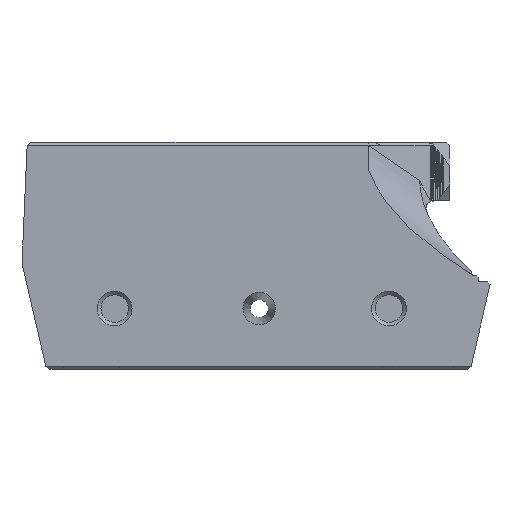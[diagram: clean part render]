
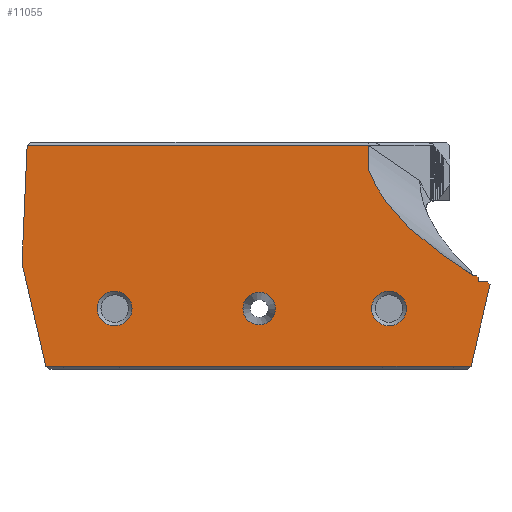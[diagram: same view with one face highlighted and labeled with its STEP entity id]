
A CAD part, top view. The second image highlights one B-rep face of the part: STEP entity #11055.
In plain terms, the highlighted planar face has unit normal (0, 0, 1).
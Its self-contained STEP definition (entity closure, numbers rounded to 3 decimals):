
#190=FACE_BOUND('',#1069,.T.);
#191=FACE_BOUND('',#1070,.T.);
#192=FACE_BOUND('',#1071,.T.);
#206=CIRCLE('',#11816,2.35);
#207=CIRCLE('',#11817,2.2);
#208=CIRCLE('',#11818,2.35);
#326=FACE_OUTER_BOUND('',#1068,.T.);
#1068=EDGE_LOOP('',(#7153,#7154,#7155,#7156,#7157,#7158,#7159,#7160,#7161,
#7162,#7163,#7164,#7165,#7166,#7167,#7168,#7169,#7170,#7171));
#1069=EDGE_LOOP('',(#7172));
#1070=EDGE_LOOP('',(#7173));
#1071=EDGE_LOOP('',(#7174));
#1826=ELLIPSE('',#11815,18.469,10.);
#1893=LINE('',#15907,#3262);
#1894=LINE('',#15909,#3263);
#1895=LINE('',#15911,#3264);
#1896=LINE('',#15913,#3265);
#1897=LINE('',#15915,#3266);
#1898=LINE('',#15917,#3267);
#1899=LINE('',#15919,#3268);
#1900=LINE('',#15921,#3269);
#1901=LINE('',#15923,#3270);
#1902=LINE('',#15925,#3271);
#1903=LINE('',#15927,#3272);
#1904=LINE('',#15929,#3273);
#1905=LINE('',#15931,#3274);
#1906=LINE('',#15933,#3275);
#1907=LINE('',#15935,#3276);
#1908=LINE('',#15937,#3277);
#1909=LINE('',#15941,#3278);
#1910=LINE('',#15942,#3279);
#3262=VECTOR('',#12725,1.);
#3263=VECTOR('',#12726,10.);
#3264=VECTOR('',#12727,1.);
#3265=VECTOR('',#12728,1.);
#3266=VECTOR('',#12729,1.);
#3267=VECTOR('',#12730,1.);
#3268=VECTOR('',#12731,1.);
#3269=VECTOR('',#12732,1.);
#3270=VECTOR('',#12733,1.);
#3271=VECTOR('',#12734,1.);
#3272=VECTOR('',#12735,1.);
#3273=VECTOR('',#12736,1.);
#3274=VECTOR('',#12737,1.);
#3275=VECTOR('',#12738,1.);
#3276=VECTOR('',#12739,1.);
#3277=VECTOR('',#12740,1.);
#3278=VECTOR('',#12743,10.);
#3279=VECTOR('',#12744,1.);
#4631=VERTEX_POINT('',#15905);
#4632=VERTEX_POINT('',#15906);
#4633=VERTEX_POINT('',#15908);
#4634=VERTEX_POINT('',#15910);
#4635=VERTEX_POINT('',#15912);
#4636=VERTEX_POINT('',#15914);
#4637=VERTEX_POINT('',#15916);
#4638=VERTEX_POINT('',#15918);
#4639=VERTEX_POINT('',#15920);
#4640=VERTEX_POINT('',#15922);
#4641=VERTEX_POINT('',#15924);
#4642=VERTEX_POINT('',#15926);
#4643=VERTEX_POINT('',#15928);
#4644=VERTEX_POINT('',#15930);
#4645=VERTEX_POINT('',#15932);
#4646=VERTEX_POINT('',#15934);
#4647=VERTEX_POINT('',#15936);
#4648=VERTEX_POINT('',#15938);
#4649=VERTEX_POINT('',#15940);
#4650=VERTEX_POINT('',#15943);
#4651=VERTEX_POINT('',#15945);
#4652=VERTEX_POINT('',#15947);
#5524=EDGE_CURVE('',#4631,#4632,#1893,.T.);
#5525=EDGE_CURVE('',#4633,#4631,#1894,.T.);
#5526=EDGE_CURVE('',#4634,#4633,#1895,.T.);
#5527=EDGE_CURVE('',#4634,#4635,#1896,.T.);
#5528=EDGE_CURVE('',#4636,#4635,#1897,.T.);
#5529=EDGE_CURVE('',#4636,#4637,#1898,.T.);
#5530=EDGE_CURVE('',#4638,#4637,#1899,.T.);
#5531=EDGE_CURVE('',#4638,#4639,#1900,.T.);
#5532=EDGE_CURVE('',#4640,#4639,#1901,.T.);
#5533=EDGE_CURVE('',#4641,#4640,#1902,.T.);
#5534=EDGE_CURVE('',#4641,#4642,#1903,.T.);
#5535=EDGE_CURVE('',#4643,#4642,#1904,.T.);
#5536=EDGE_CURVE('',#4644,#4643,#1905,.T.);
#5537=EDGE_CURVE('',#4645,#4644,#1906,.T.);
#5538=EDGE_CURVE('',#4646,#4645,#1907,.T.);
#5539=EDGE_CURVE('',#4647,#4646,#1908,.T.);
#5540=EDGE_CURVE('',#4647,#4648,#1826,.T.);
#5541=EDGE_CURVE('',#4649,#4648,#1909,.T.);
#5542=EDGE_CURVE('',#4649,#4632,#1910,.T.);
#5543=EDGE_CURVE('',#4650,#4650,#206,.T.);
#5544=EDGE_CURVE('',#4651,#4651,#207,.T.);
#5545=EDGE_CURVE('',#4652,#4652,#208,.T.);
#7153=ORIENTED_EDGE('',*,*,#5524,.F.);
#7154=ORIENTED_EDGE('',*,*,#5525,.F.);
#7155=ORIENTED_EDGE('',*,*,#5526,.F.);
#7156=ORIENTED_EDGE('',*,*,#5527,.T.);
#7157=ORIENTED_EDGE('',*,*,#5528,.F.);
#7158=ORIENTED_EDGE('',*,*,#5529,.T.);
#7159=ORIENTED_EDGE('',*,*,#5530,.F.);
#7160=ORIENTED_EDGE('',*,*,#5531,.T.);
#7161=ORIENTED_EDGE('',*,*,#5532,.F.);
#7162=ORIENTED_EDGE('',*,*,#5533,.F.);
#7163=ORIENTED_EDGE('',*,*,#5534,.T.);
#7164=ORIENTED_EDGE('',*,*,#5535,.F.);
#7165=ORIENTED_EDGE('',*,*,#5536,.F.);
#7166=ORIENTED_EDGE('',*,*,#5537,.F.);
#7167=ORIENTED_EDGE('',*,*,#5538,.F.);
#7168=ORIENTED_EDGE('',*,*,#5539,.F.);
#7169=ORIENTED_EDGE('',*,*,#5540,.T.);
#7170=ORIENTED_EDGE('',*,*,#5541,.F.);
#7171=ORIENTED_EDGE('',*,*,#5542,.T.);
#7172=ORIENTED_EDGE('',*,*,#5543,.T.);
#7173=ORIENTED_EDGE('',*,*,#5544,.T.);
#7174=ORIENTED_EDGE('',*,*,#5545,.F.);
#10411=PLANE('',#11814);
#11055=ADVANCED_FACE('',(#326,#190,#191,#192),#10411,.F.);
#11814=AXIS2_PLACEMENT_3D('',#15904,#12723,#12724);
#11815=AXIS2_PLACEMENT_3D('',#15939,#12741,#12742);
#11816=AXIS2_PLACEMENT_3D('',#15944,#12745,#12746);
#11817=AXIS2_PLACEMENT_3D('',#15946,#12747,#12748);
#11818=AXIS2_PLACEMENT_3D('',#15948,#12749,#12750);
#12723=DIRECTION('center_axis',(0.,0.,
-1.));
#12724=DIRECTION('ref_axis',(1.,0.,0.));
#12725=DIRECTION('',(0.044,0.999,0.));
#12726=DIRECTION('',(-0.226,0.974,0.));
#12727=DIRECTION('',(-0.783,0.621,0.));
#12728=DIRECTION('',(1.,0.,0.));
#12729=DIRECTION('',(-1.,0.,0.));
#12730=DIRECTION('',(1.,0.,0.));
#12731=DIRECTION('',(-1.,0.,0.));
#12732=DIRECTION('',(1.,0.,0.));
#12733=DIRECTION('',(-0.783,-0.621,0.));
#12734=DIRECTION('',(-0.226,-0.974,0.));
#12735=DIRECTION('',(-0.624,0.782,0.));
#12736=DIRECTION('',(1.,0.,0.));
#12737=DIRECTION('',(0.,-1.,0.));
#12738=DIRECTION('',(0.708,-0.706,0.));
#12739=DIRECTION('',(1.,0.,0.));
#12740=DIRECTION('',(0.827,-0.562,0.));
#12741=DIRECTION('center_axis',(0.,0.,
-1.));
#12742=DIRECTION('ref_axis',(0.827,-0.562,0.));
#12743=DIRECTION('',(0.,-1.,0.));
#12744=DIRECTION('',(-1.,0.,0.));
#12745=DIRECTION('center_axis',(0.,0.,
-1.));
#12746=DIRECTION('ref_axis',(-0.783,0.621,0.));
#12747=DIRECTION('center_axis',(0.,0.,
-1.));
#12748=DIRECTION('ref_axis',(-1.,0.,0.));
#12749=DIRECTION('center_axis',(0.,0.,
1.));
#12750=DIRECTION('ref_axis',(-0.783,0.621,0.));
#15904=CARTESIAN_POINT('Origin',(33.424,4.597,-4.5));
#15905=CARTESIAN_POINT('',(-12.49,6.122,-4.5));
#15906=CARTESIAN_POINT('',(-11.797,21.997,-4.5));
#15907=CARTESIAN_POINT('',(-11.94,18.736,-4.5));
#15908=CARTESIAN_POINT('',(-9.269,-7.791,-4.5));
#15909=CARTESIAN_POINT('',(-10.454,-2.675,-4.5));
#15910=CARTESIAN_POINT('',(-9.254,-7.803,-4.5));
#15911=CARTESIAN_POINT('',(-9.025,-7.984,-4.5));
#15912=CARTESIAN_POINT('',(-6.793,-7.803,-4.5));
#15913=CARTESIAN_POINT('',(-7.101,-7.803,-4.5));
#15914=CARTESIAN_POINT('',(0.401,-7.803,-4.5));
#15915=CARTESIAN_POINT('',(19.965,-7.803,-4.5));
#15916=CARTESIAN_POINT('',(36.301,-7.803,-4.5));
#15917=CARTESIAN_POINT('',(35.901,-7.803,-4.5));
#15918=CARTESIAN_POINT('',(45.597,-7.803,-4.5));
#15919=CARTESIAN_POINT('',(19.965,-7.803,-4.5));
#15920=CARTESIAN_POINT('',(48.055,-7.803,-4.5));
#15921=CARTESIAN_POINT('',(47.551,-7.803,-4.5));
#15922=CARTESIAN_POINT('',(48.07,-7.791,-4.5));
#15923=CARTESIAN_POINT('',(47.826,-7.984,-4.5));
#15924=CARTESIAN_POINT('',(50.617,3.207,-4.5));
#15925=CARTESIAN_POINT('',(49.381,-2.132,-4.5));
#15926=CARTESIAN_POINT('',(50.306,3.597,-4.5));
#15927=CARTESIAN_POINT('',(50.386,3.496,-4.5));
#15928=CARTESIAN_POINT('',(49.039,3.597,-4.5));
#15929=CARTESIAN_POINT('',(-1.317,3.597,-4.5));
#15930=CARTESIAN_POINT('',(49.039,4.197,-4.5));
#15931=CARTESIAN_POINT('',(49.039,3.897,-4.5));
#15932=CARTESIAN_POINT('',(48.839,4.397,-4.5));
#15933=CARTESIAN_POINT('',(49.129,4.108,-4.5));
#15934=CARTESIAN_POINT('',(48.422,4.397,-4.5));
#15935=CARTESIAN_POINT('',(45.759,4.397,-4.5));
#15936=CARTESIAN_POINT('',(44.075,7.353,-4.5));
#15937=CARTESIAN_POINT('',(33.424,14.597,-4.5));
#15938=CARTESIAN_POINT('',(34.201,18.719,-4.5));
#15939=CARTESIAN_POINT('Origin',(49.699,15.622,-4.5));
#15940=CARTESIAN_POINT('',(34.201,21.997,-4.5));
#15941=CARTESIAN_POINT('',(34.201,5.849,-4.5));
#15942=CARTESIAN_POINT('',(43.276,21.997,-4.5));
#15943=CARTESIAN_POINT('',(37.,2.35,-4.5));
#15944=CARTESIAN_POINT('Origin',(37.,0.,
-4.5));
#15945=CARTESIAN_POINT('',(17.301,-0.003,-4.5));
#15946=CARTESIAN_POINT('Origin',(19.501,-0.003,
-4.5));
#15947=CARTESIAN_POINT('',(0.,-2.35,-4.5));
#15948=CARTESIAN_POINT('Origin',(0.,0.,
-4.5));
